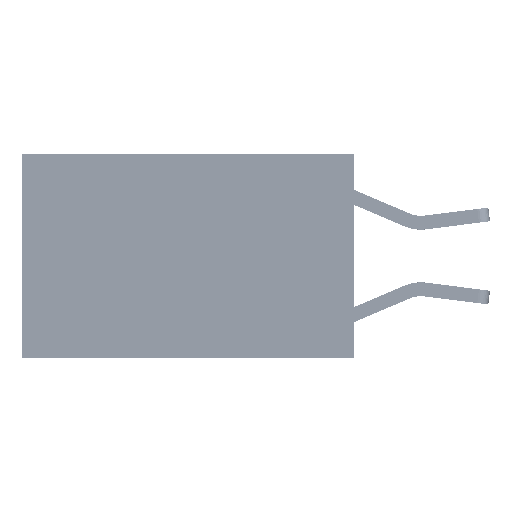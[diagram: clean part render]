
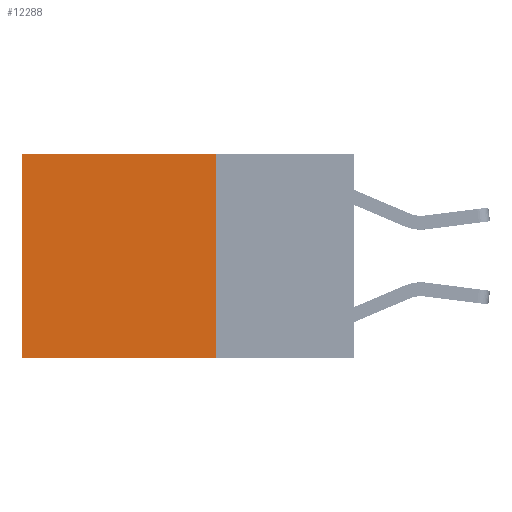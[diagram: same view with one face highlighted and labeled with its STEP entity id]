
A CAD part, left-side view. The second image highlights one B-rep face of the part: STEP entity #12288.
In plain terms, the highlighted planar face has unit normal (-1, 0, 0).
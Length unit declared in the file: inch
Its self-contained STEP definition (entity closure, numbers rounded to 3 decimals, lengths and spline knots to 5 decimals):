
#230 = DIRECTION ( 'NONE',  ( 0., 0., -1. ) ) ;
#413 = VECTOR ( 'NONE', #27872, 39.37008 ) ;
#2049 = LINE ( 'NONE', #19840, #413 ) ;
#2069 = ORIENTED_EDGE ( 'NONE', *, *, #8249, .T. ) ;
#3745 = EDGE_CURVE ( 'NONE', #12144, #12491, #2049, .T. ) ;
#4447 = DIRECTION ( 'NONE',  ( 0., 0., -1. ) ) ;
#6639 = PLANE ( 'NONE',  #12009 ) ;
#6808 = CARTESIAN_POINT ( 'NONE',  ( 0.2625, 0.25, -0.37 ) ) ;
#8249 = EDGE_CURVE ( 'NONE', #12491, #15052, #25298, .T. ) ;
#8569 = DIRECTION ( 'NONE',  ( 0., 1., 0. ) ) ;
#9158 = CARTESIAN_POINT ( 'NONE',  ( 0.2625, 0.25, 0. ) ) ;
#10466 = CARTESIAN_POINT ( 'NONE',  ( 0.2625, 0.25, 0. ) ) ;
#10757 = LINE ( 'NONE', #21166, #16398 ) ;
#12009 = AXIS2_PLACEMENT_3D ( 'NONE', #16890, #17215, #4447 ) ;
#12121 = CARTESIAN_POINT ( 'NONE',  ( 0.2625, 0.6, -0.37 ) ) ;
#12144 = VERTEX_POINT ( 'NONE', #9158 ) ;
#12288 = ADVANCED_FACE ( 'NONE', ( #29615 ), #6639, .F. ) ;
#12491 = VERTEX_POINT ( 'NONE', #18862 ) ;
#13437 = EDGE_CURVE ( 'NONE', #15838, #15052, #10757, .T. ) ;
#15052 = VERTEX_POINT ( 'NONE', #12121 ) ;
#15838 = VERTEX_POINT ( 'NONE', #6808 ) ;
#16398 = VECTOR ( 'NONE', #8569, 39.37008 ) ;
#16890 = CARTESIAN_POINT ( 'NONE',  ( 0.2625, 0.25, 0. ) ) ;
#17215 = DIRECTION ( 'NONE',  ( 1., 0., 0. ) ) ;
#18862 = CARTESIAN_POINT ( 'NONE',  ( 0.2625, 0.6, 0. ) ) ;
#19005 = ORIENTED_EDGE ( 'NONE', *, *, #25676, .F. ) ;
#19840 = CARTESIAN_POINT ( 'NONE',  ( 0.2625, 0.25, 0. ) ) ;
#20486 = VECTOR ( 'NONE', #22121, 39.37008 ) ;
#21166 = CARTESIAN_POINT ( 'NONE',  ( 0.2625, 0.25, -0.37 ) ) ;
#21326 = EDGE_LOOP ( 'NONE', ( #2069, #27735, #19005, #23529 ) ) ;
#22121 = DIRECTION ( 'NONE',  ( 0., 0., -1. ) ) ;
#22921 = VECTOR ( 'NONE', #230, 39.37008 ) ;
#23215 = LINE ( 'NONE', #10466, #22921 ) ;
#23529 = ORIENTED_EDGE ( 'NONE', *, *, #3745, .T. ) ;
#25298 = LINE ( 'NONE', #27817, #20486 ) ;
#25676 = EDGE_CURVE ( 'NONE', #12144, #15838, #23215, .T. ) ;
#27735 = ORIENTED_EDGE ( 'NONE', *, *, #13437, .F. ) ;
#27817 = CARTESIAN_POINT ( 'NONE',  ( 0.2625, 0.6, 0. ) ) ;
#27872 = DIRECTION ( 'NONE',  ( 0., 1., 0. ) ) ;
#29615 = FACE_OUTER_BOUND ( 'NONE', #21326, .T. ) ;
